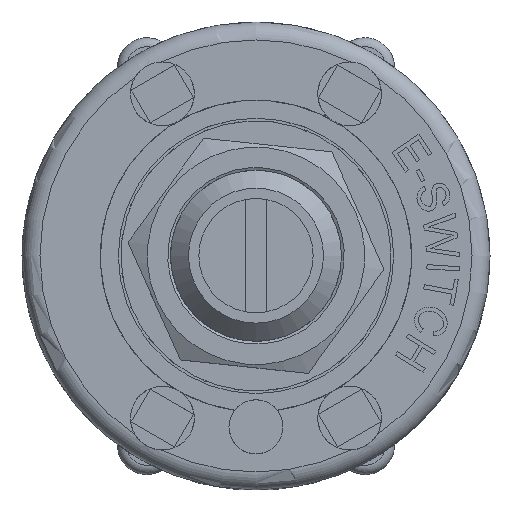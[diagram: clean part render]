
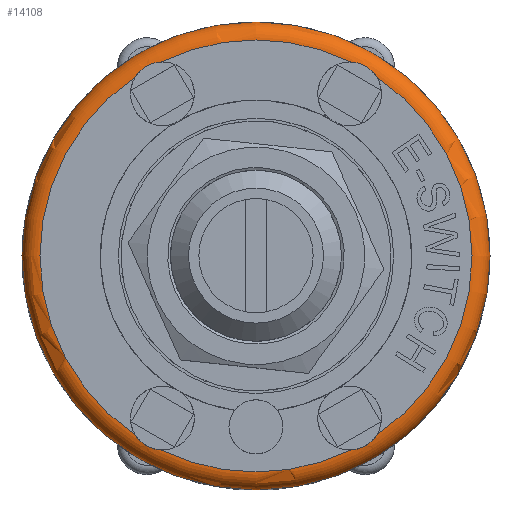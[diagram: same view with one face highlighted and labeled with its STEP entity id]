
A CAD part, top view. The second image highlights one B-rep face of the part: STEP entity #14108.
In plain terms, the highlighted toroidal (fillet/blend) face has major radius 12 mm and minor radius 1 mm.
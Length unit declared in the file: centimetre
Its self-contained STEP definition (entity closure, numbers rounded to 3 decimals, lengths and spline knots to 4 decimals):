
#26=TOROIDAL_SURFACE('',#14895,1.2,0.1);
#667=B_SPLINE_CURVE_WITH_KNOTS('',3,(#24393,#24394,#24395,#24396,#24397,
#24398,#24399,#24400,#24401,#24402,#24403,#24404),.UNSPECIFIED.,.F.,.F.,
(4,2,2,2,2,4),(-0.2692,-0.2446,-0.216,
-0.1921,-0.1645,-0.1357),.UNSPECIFIED.);
#668=B_SPLINE_CURVE_WITH_KNOTS('',3,(#24416,#24417,#24418,#24419,#24420,
#24421,#24422,#24423,#24424,#24425,#24426,#24427),.UNSPECIFIED.,.F.,.F.,
(4,2,2,2,2,4),(-0.2692,-0.2446,-0.216,
-0.1921,-0.1645,-0.1357),.UNSPECIFIED.);
#669=B_SPLINE_CURVE_WITH_KNOTS('',3,(#24444,#24445,#24446,#24447,#24448,
#24449,#24450,#24451,#24452,#24453,#24454,#24455),.UNSPECIFIED.,.F.,.F.,
(4,2,2,2,2,4),(-0.2692,-0.2446,-0.216,
-0.1921,-0.1645,-0.1357),.UNSPECIFIED.);
#670=B_SPLINE_CURVE_WITH_KNOTS('',3,(#24477,#24478,#24479,#24480,#24481,
#24482,#24483,#24484,#24485,#24486,#24487,#24488),.UNSPECIFIED.,.F.,.F.,
(4,2,2,2,2,4),(-0.2692,-0.2446,-0.216,
-0.1921,-0.1645,-0.1357),.UNSPECIFIED.);
#1450=FACE_OUTER_BOUND('',#2289,.T.);
#2289=EDGE_LOOP('',(#12586,#12587,#12588,#12589,#12590,#12591,#12592,#12593,
#12594,#12595,#12596,#12597));
#5418=CIRCLE('',#14848,1.3);
#5445=CIRCLE('',#14896,0.1);
#5446=CIRCLE('',#14897,1.2);
#5447=CIRCLE('',#14898,1.2);
#5448=CIRCLE('',#14899,1.2);
#5449=CIRCLE('',#14900,1.2);
#5450=CIRCLE('',#14901,1.2);
#6751=VERTEX_POINT('',#24355);
#6759=VERTEX_POINT('',#24391);
#6760=VERTEX_POINT('',#24392);
#6763=VERTEX_POINT('',#24414);
#6764=VERTEX_POINT('',#24415);
#6769=VERTEX_POINT('',#24442);
#6770=VERTEX_POINT('',#24443);
#6777=VERTEX_POINT('',#24475);
#6778=VERTEX_POINT('',#24476);
#6781=VERTEX_POINT('',#24498);
#8732=EDGE_CURVE('',#6751,#6751,#5418,.T.);
#8750=EDGE_CURVE('',#6759,#6760,#667,.T.);
#8756=EDGE_CURVE('',#6763,#6764,#668,.T.);
#8764=EDGE_CURVE('',#6769,#6770,#669,.T.);
#8774=EDGE_CURVE('',#6777,#6778,#670,.T.);
#8780=EDGE_CURVE('',#6751,#6781,#5445,.T.);
#8781=EDGE_CURVE('',#6781,#6769,#5446,.T.);
#8782=EDGE_CURVE('',#6770,#6763,#5447,.T.);
#8783=EDGE_CURVE('',#6764,#6759,#5448,.T.);
#8784=EDGE_CURVE('',#6760,#6777,#5449,.T.);
#8785=EDGE_CURVE('',#6778,#6781,#5450,.T.);
#12586=ORIENTED_EDGE('',*,*,#8732,.T.);
#12587=ORIENTED_EDGE('',*,*,#8780,.T.);
#12588=ORIENTED_EDGE('',*,*,#8781,.T.);
#12589=ORIENTED_EDGE('',*,*,#8764,.T.);
#12590=ORIENTED_EDGE('',*,*,#8782,.T.);
#12591=ORIENTED_EDGE('',*,*,#8756,.T.);
#12592=ORIENTED_EDGE('',*,*,#8783,.T.);
#12593=ORIENTED_EDGE('',*,*,#8750,.T.);
#12594=ORIENTED_EDGE('',*,*,#8784,.T.);
#12595=ORIENTED_EDGE('',*,*,#8774,.T.);
#12596=ORIENTED_EDGE('',*,*,#8785,.T.);
#12597=ORIENTED_EDGE('',*,*,#8780,.F.);
#14108=ADVANCED_FACE('',(#1450),#26,.T.);
#14848=AXIS2_PLACEMENT_3D('',#24356,#17737,#17738);
#14895=AXIS2_PLACEMENT_3D('',#24497,#17848,#17849);
#14896=AXIS2_PLACEMENT_3D('',#24499,#17850,#17851);
#14897=AXIS2_PLACEMENT_3D('',#24500,#17852,#17853);
#14898=AXIS2_PLACEMENT_3D('',#24501,#17854,#17855);
#14899=AXIS2_PLACEMENT_3D('',#24502,#17856,#17857);
#14900=AXIS2_PLACEMENT_3D('',#24503,#17858,#17859);
#14901=AXIS2_PLACEMENT_3D('',#24504,#17860,#17861);
#17737=DIRECTION('center_axis',(0.,0.,1.));
#17738=DIRECTION('ref_axis',(-1.,0.,0.));
#17848=DIRECTION('center_axis',(0.,0.,-1.));
#17849=DIRECTION('ref_axis',(-1.,0.,0.));
#17850=DIRECTION('center_axis',(0.,-1.,0.));
#17851=DIRECTION('ref_axis',(1.,0.,0.));
#17852=DIRECTION('center_axis',(0.,0.,-1.));
#17853=DIRECTION('ref_axis',(-1.,0.,0.));
#17854=DIRECTION('center_axis',(0.,0.,-1.));
#17855=DIRECTION('ref_axis',(-1.,0.,0.));
#17856=DIRECTION('center_axis',(0.,0.,-1.));
#17857=DIRECTION('ref_axis',(-1.,0.,0.));
#17858=DIRECTION('center_axis',(0.,0.,-1.));
#17859=DIRECTION('ref_axis',(-1.,0.,0.));
#17860=DIRECTION('center_axis',(0.,0.,-1.));
#17861=DIRECTION('ref_axis',(-1.,0.,0.));
#24355=CARTESIAN_POINT('',(1.3,0.,0.95));
#24356=CARTESIAN_POINT('Origin',(0.,0.,0.95));
#24391=CARTESIAN_POINT('',(-0.67,0.9955,1.05));
#24392=CARTESIAN_POINT('',(-0.5271,1.078,1.05));
#24393=CARTESIAN_POINT('Ctrl Pts',(-0.67,0.9955,
1.05));
#24394=CARTESIAN_POINT('Ctrl Pts',(-0.6646,1.0041,
1.05));
#24395=CARTESIAN_POINT('Ctrl Pts',(-0.6583,1.0124,
1.0498));
#24396=CARTESIAN_POINT('Ctrl Pts',(-0.6428,1.0294,
1.0491));
#24397=CARTESIAN_POINT('Ctrl Pts',(-0.6335,1.0377,
1.0488));
#24398=CARTESIAN_POINT('Ctrl Pts',(-0.615,1.051,1.0484));
#24399=CARTESIAN_POINT('Ctrl Pts',(-0.6061,1.0563,
1.0484));
#24400=CARTESIAN_POINT('Ctrl Pts',(-0.5859,1.0659,1.0487));
#24401=CARTESIAN_POINT('Ctrl Pts',(-0.5747,1.07,1.049));
#24402=CARTESIAN_POINT('Ctrl Pts',(-0.551,1.0759,1.0497));
#24403=CARTESIAN_POINT('Ctrl Pts',(-0.539,1.0775,
1.05));
#24404=CARTESIAN_POINT('Ctrl Pts',(-0.5271,1.078,
1.05));
#24414=CARTESIAN_POINT('',(-0.5271,-1.078,1.05));
#24415=CARTESIAN_POINT('',(-0.67,-0.9955,1.05));
#24416=CARTESIAN_POINT('Ctrl Pts',(-0.5271,-1.078,
1.05));
#24417=CARTESIAN_POINT('Ctrl Pts',(-0.5373,-1.0776,
1.05));
#24418=CARTESIAN_POINT('Ctrl Pts',(-0.5476,-1.0763,
1.0498));
#24419=CARTESIAN_POINT('Ctrl Pts',(-0.5701,-1.0714,1.0491));
#24420=CARTESIAN_POINT('Ctrl Pts',(-0.5819,-1.0675,
1.0488));
#24421=CARTESIAN_POINT('Ctrl Pts',(-0.6027,-1.0581,
1.0484));
#24422=CARTESIAN_POINT('Ctrl Pts',(-0.6117,-1.053,
1.0484));
#24423=CARTESIAN_POINT('Ctrl Pts',(-0.6301,-1.0404,
1.0487));
#24424=CARTESIAN_POINT('Ctrl Pts',(-0.6393,-1.0327,
1.049));
#24425=CARTESIAN_POINT('Ctrl Pts',(-0.6562,-1.0151,
1.0497));
#24426=CARTESIAN_POINT('Ctrl Pts',(-0.6637,-1.0055,
1.05));
#24427=CARTESIAN_POINT('Ctrl Pts',(-0.67,-0.9955,
1.05));
#24442=CARTESIAN_POINT('',(0.67,-0.9955,1.05));
#24443=CARTESIAN_POINT('',(0.5271,-1.078,1.05));
#24444=CARTESIAN_POINT('Ctrl Pts',(0.67,-0.9955,
1.05));
#24445=CARTESIAN_POINT('Ctrl Pts',(0.6646,-1.0041,
1.05));
#24446=CARTESIAN_POINT('Ctrl Pts',(0.6583,-1.0124,
1.0498));
#24447=CARTESIAN_POINT('Ctrl Pts',(0.6428,-1.0294,
1.0491));
#24448=CARTESIAN_POINT('Ctrl Pts',(0.6335,-1.0377,
1.0488));
#24449=CARTESIAN_POINT('Ctrl Pts',(0.615,-1.051,
1.0484));
#24450=CARTESIAN_POINT('Ctrl Pts',(0.6061,-1.0563,
1.0484));
#24451=CARTESIAN_POINT('Ctrl Pts',(0.5859,-1.0659,1.0487));
#24452=CARTESIAN_POINT('Ctrl Pts',(0.5747,-1.07,1.049));
#24453=CARTESIAN_POINT('Ctrl Pts',(0.551,-1.0759,
1.0497));
#24454=CARTESIAN_POINT('Ctrl Pts',(0.539,-1.0775,
1.05));
#24455=CARTESIAN_POINT('Ctrl Pts',(0.5271,-1.078,
1.05));
#24475=CARTESIAN_POINT('',(0.5271,1.078,1.05));
#24476=CARTESIAN_POINT('',(0.67,0.9955,1.05));
#24477=CARTESIAN_POINT('Ctrl Pts',(0.5271,1.078,1.05));
#24478=CARTESIAN_POINT('Ctrl Pts',(0.5373,1.0776,1.05));
#24479=CARTESIAN_POINT('Ctrl Pts',(0.5476,1.0763,1.0498));
#24480=CARTESIAN_POINT('Ctrl Pts',(0.5701,1.0714,1.0491));
#24481=CARTESIAN_POINT('Ctrl Pts',(0.5819,1.0675,1.0488));
#24482=CARTESIAN_POINT('Ctrl Pts',(0.6027,1.0581,1.0484));
#24483=CARTESIAN_POINT('Ctrl Pts',(0.6117,1.053,1.0484));
#24484=CARTESIAN_POINT('Ctrl Pts',(0.6301,1.0404,1.0487));
#24485=CARTESIAN_POINT('Ctrl Pts',(0.6393,1.0327,1.049));
#24486=CARTESIAN_POINT('Ctrl Pts',(0.6562,1.0151,1.0497));
#24487=CARTESIAN_POINT('Ctrl Pts',(0.6637,1.0055,1.05));
#24488=CARTESIAN_POINT('Ctrl Pts',(0.67,0.9955,
1.05));
#24497=CARTESIAN_POINT('Origin',(0.,0.,0.95));
#24498=CARTESIAN_POINT('',(1.2,0.,1.05));
#24499=CARTESIAN_POINT('Origin',(1.2,0.,0.95));
#24500=CARTESIAN_POINT('Origin',(0.,0.,1.05));
#24501=CARTESIAN_POINT('Origin',(0.,0.,1.05));
#24502=CARTESIAN_POINT('Origin',(0.,0.,1.05));
#24503=CARTESIAN_POINT('Origin',(0.,0.,1.05));
#24504=CARTESIAN_POINT('Origin',(0.,0.,1.05));
